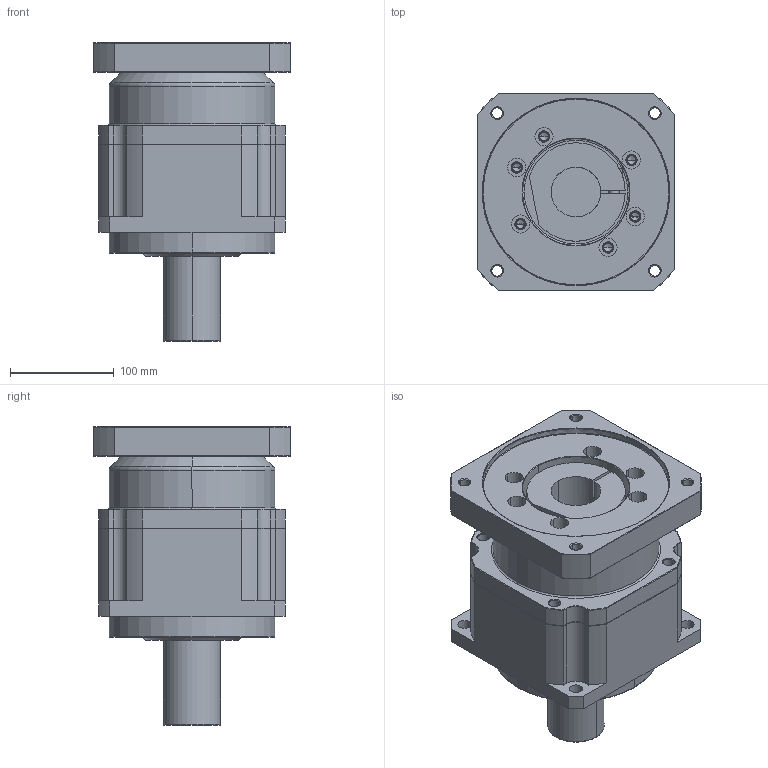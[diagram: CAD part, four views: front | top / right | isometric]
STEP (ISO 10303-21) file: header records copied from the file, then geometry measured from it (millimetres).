
FILE_DESCRIPTION((''),'2;1');
FILE_NAME('AB1801-P4160301_ASM','2008-02-21T',('d00280'),(''),'PRO/ENGINEER BY PARAMETRIC TECHNOLOGY CORPORATION, 2006170','PRO/ENGINEER BY PARAMETRIC TECHNOLOGY CORPORATION, 2006170','');
FILE_SCHEMA(('CONFIG_CONTROL_DESIGN'));
Length unit declared in the file: millimetre
Products named in the file (4): AB1801; PK960001; P4160301; AB1801-P4160301_ASM
Assembly tree (3 placements, depth 2):
  AB1801-P4160301_ASM
    AB1801
    PK960001
    P4160301
Bounding box: 190 x 190 x 288 mm (x, y, z)
Volume: 4602560.9 mm3; surface area: 403967 mm2
Topology: 3 solids, 15 shells, 420 faces, 987 edges, 599 vertices
Faces by surface type: cylinder 177, cone 100, plane 85, torus 58
Entity records: 12357 total; most frequent: DIRECTION 2323, CARTESIAN_POINT 2267, ORIENTED_EDGE 1896, EDGE_CURVE 973, AXIS2_PLACEMENT_3D 968, VERTEX_POINT 599, CIRCLE 535, EDGE_LOOP 504
